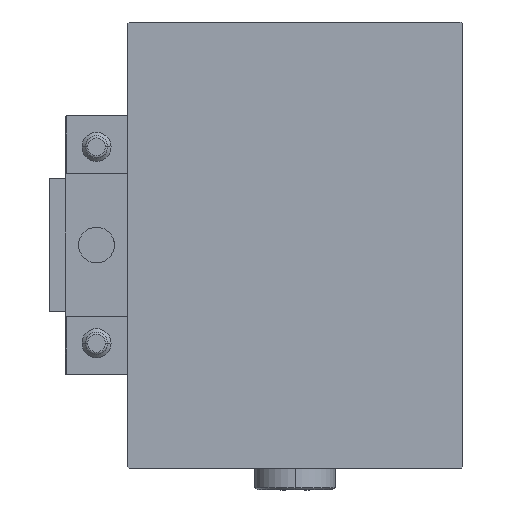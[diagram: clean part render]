
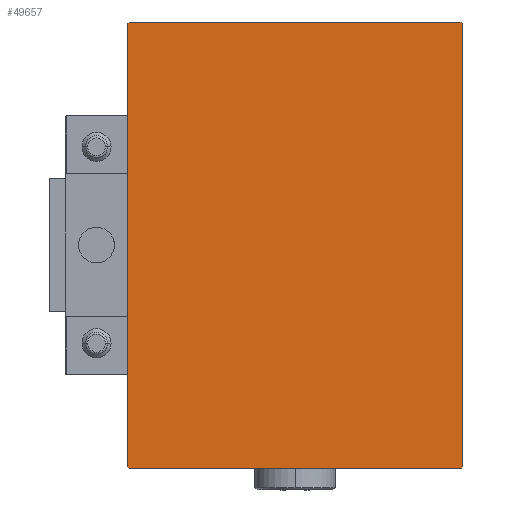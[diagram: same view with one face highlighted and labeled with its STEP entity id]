
A CAD part, left-side view. The second image highlights one B-rep face of the part: STEP entity #49657.
In plain terms, the highlighted face is planar.
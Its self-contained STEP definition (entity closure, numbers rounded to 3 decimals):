
#138 = LINE ( 'NONE', #31526, #20627 ) ;
#789 = CARTESIAN_POINT ( 'NONE',  ( 98., 37.5, 50. ) ) ;
#948 = CARTESIAN_POINT ( 'NONE',  ( 98., 43.6, 43.6 ) ) ;
#1045 = DIRECTION ( 'NONE',  ( 0., -1., 0. ) ) ;
#1051 = DIRECTION ( 'NONE',  ( 0., 0., -1. ) ) ;
#4674 = LINE ( 'NONE', #11684, #35555 ) ;
#4753 = DIRECTION ( 'NONE',  ( 0., 0.707, -0.707 ) ) ;
#4847 = EDGE_CURVE ( 'NONE', #36013, #47183, #12720, .T. ) ;
#5140 = CARTESIAN_POINT ( 'NONE',  ( 98., 37.5, -49.7 ) ) ;
#5930 = CARTESIAN_POINT ( 'NONE',  ( 98., 43.6, -43.6 ) ) ;
#6317 = CARTESIAN_POINT ( 'NONE',  ( 98., -37.5, -49.7 ) ) ;
#7874 = VERTEX_POINT ( 'NONE', #35409 ) ;
#8909 = FACE_OUTER_BOUND ( 'NONE', #13317, .T. ) ;
#11684 = CARTESIAN_POINT ( 'NONE',  ( 98., -43.6, 43.6 ) ) ;
#12476 = CARTESIAN_POINT ( 'NONE',  ( 98., -37.5, 49.7 ) ) ;
#12720 = LINE ( 'NONE', #23886, #28929 ) ;
#13063 = ORIENTED_EDGE ( 'NONE', *, *, #42966, .T. ) ;
#13132 = LINE ( 'NONE', #948, #48700 ) ;
#13317 = EDGE_LOOP ( 'NONE', ( #31589, #44405, #13063, #40415, #19175, #16854, #25224, #23368 ) ) ;
#14061 = EDGE_CURVE ( 'NONE', #48923, #41050, #51206, .T. ) ;
#15174 = EDGE_CURVE ( 'NONE', #47183, #7874, #43451, .T. ) ;
#15958 = DIRECTION ( 'NONE',  ( 0., 1., 0. ) ) ;
#16854 = ORIENTED_EDGE ( 'NONE', *, *, #40556, .T. ) ;
#17282 = DIRECTION ( 'NONE',  ( 0., -0.707, 0.707 ) ) ;
#17623 = DIRECTION ( 'NONE',  ( 0., 0.707, 0.707 ) ) ;
#18568 = CARTESIAN_POINT ( 'NONE',  ( 98., -37.2, 50. ) ) ;
#19175 = ORIENTED_EDGE ( 'NONE', *, *, #14061, .T. ) ;
#20627 = VECTOR ( 'NONE', #15958, 1000. ) ;
#21364 = CARTESIAN_POINT ( 'NONE',  ( 98., 0., 0. ) ) ;
#21560 = VECTOR ( 'NONE', #17623, 1000. ) ;
#22293 = EDGE_CURVE ( 'NONE', #33313, #48923, #13132, .T. ) ;
#23368 = ORIENTED_EDGE ( 'NONE', *, *, #15174, .T. ) ;
#23718 = VECTOR ( 'NONE', #4753, 1000. ) ;
#23886 = CARTESIAN_POINT ( 'NONE',  ( 98., -37.5, 50. ) ) ;
#23996 = CARTESIAN_POINT ( 'NONE',  ( 98., 37.2, -50. ) ) ;
#24236 = AXIS2_PLACEMENT_3D ( 'NONE', #21364, #33027, #48875 ) ;
#25224 = ORIENTED_EDGE ( 'NONE', *, *, #4847, .T. ) ;
#25548 = EDGE_CURVE ( 'NONE', #7874, #38732, #138, .T. ) ;
#28504 = DIRECTION ( 'NONE',  ( 0., 0., 1. ) ) ;
#28929 = VECTOR ( 'NONE', #1051, 1000. ) ;
#31526 = CARTESIAN_POINT ( 'NONE',  ( 98., -37.5, -50. ) ) ;
#31589 = ORIENTED_EDGE ( 'NONE', *, *, #25548, .T. ) ;
#31938 = VECTOR ( 'NONE', #1045, 1000. ) ;
#32252 = CARTESIAN_POINT ( 'NONE',  ( 98., -43.6, -43.6 ) ) ;
#33027 = DIRECTION ( 'NONE',  ( 1., 0., 0. ) ) ;
#33038 = CARTESIAN_POINT ( 'NONE',  ( 98., 37.5, 49.7 ) ) ;
#33153 = LINE ( 'NONE', #48748, #44760 ) ;
#33313 = VERTEX_POINT ( 'NONE', #33038 ) ;
#34664 = EDGE_CURVE ( 'NONE', #38732, #49073, #41257, .T. ) ;
#35409 = CARTESIAN_POINT ( 'NONE',  ( 98., -37.2, -50. ) ) ;
#35555 = VECTOR ( 'NONE', #43624, 1000. ) ;
#36013 = VERTEX_POINT ( 'NONE', #12476 ) ;
#38732 = VERTEX_POINT ( 'NONE', #23996 ) ;
#40415 = ORIENTED_EDGE ( 'NONE', *, *, #22293, .T. ) ;
#40556 = EDGE_CURVE ( 'NONE', #41050, #36013, #4674, .T. ) ;
#41050 = VERTEX_POINT ( 'NONE', #18568 ) ;
#41257 = LINE ( 'NONE', #5930, #21560 ) ;
#42966 = EDGE_CURVE ( 'NONE', #49073, #33313, #33153, .T. ) ;
#43451 = LINE ( 'NONE', #32252, #23718 ) ;
#43624 = DIRECTION ( 'NONE',  ( 0., -0.707, -0.707 ) ) ;
#44405 = ORIENTED_EDGE ( 'NONE', *, *, #34664, .T. ) ;
#44760 = VECTOR ( 'NONE', #28504, 1000. ) ;
#46179 = CARTESIAN_POINT ( 'NONE',  ( 98., 37.2, 50. ) ) ;
#47183 = VERTEX_POINT ( 'NONE', #6317 ) ;
#48700 = VECTOR ( 'NONE', #17282, 1000. ) ;
#48748 = CARTESIAN_POINT ( 'NONE',  ( 98., 37.5, -50. ) ) ;
#48875 = DIRECTION ( 'NONE',  ( 0., 0., -1. ) ) ;
#48923 = VERTEX_POINT ( 'NONE', #46179 ) ;
#49073 = VERTEX_POINT ( 'NONE', #5140 ) ;
#49135 = PLANE ( 'NONE',  #24236 ) ;
#49657 = ADVANCED_FACE ( 'NONE', ( #8909 ), #49135, .T. ) ;
#51206 = LINE ( 'NONE', #789, #31938 ) ;
